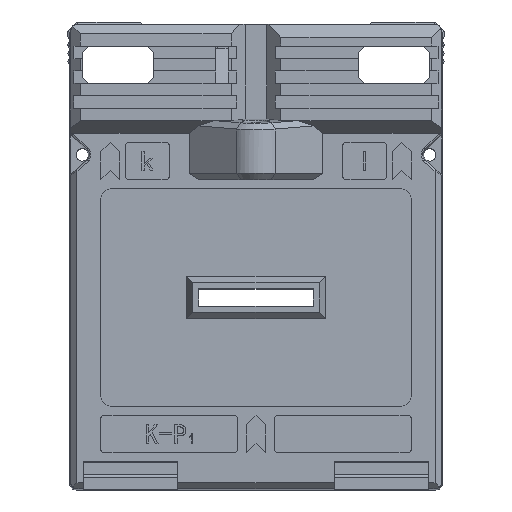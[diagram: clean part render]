
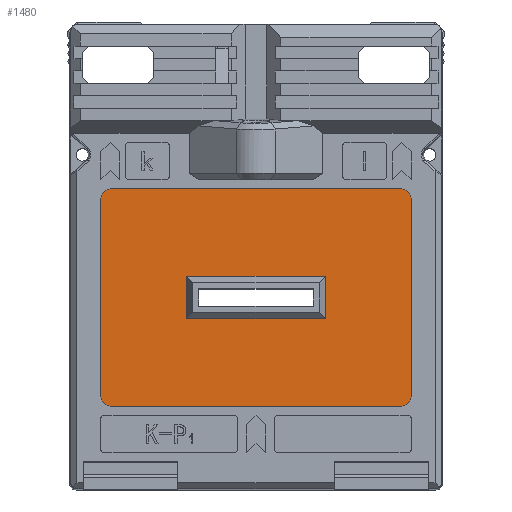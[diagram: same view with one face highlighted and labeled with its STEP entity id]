
A CAD part, top view. The second image highlights one B-rep face of the part: STEP entity #1480.
In plain terms, the highlighted planar face has unit normal (0, 0, 1).
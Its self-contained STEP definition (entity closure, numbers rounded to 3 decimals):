
#398=FACE_BOUND('',#4786,.T.);
#399=FACE_BOUND('',#4787,.T.);
#606=CIRCLE('',#23688,1.5);
#607=CIRCLE('',#23689,1.5);
#608=CIRCLE('',#23690,1.5);
#609=CIRCLE('',#23691,1.5);
#1480=ADVANCED_FACE('',(#398,#399),#2554,.T.);
#2554=PLANE('',#23692);
#4786=EDGE_LOOP('',(#9155,#9156,#9157,#9158,#9159,#9160,#9161,#9162));
#4787=EDGE_LOOP('',(#9163,#9164,#9165,#9166));
#9155=ORIENTED_EDGE('',*,*,#15798,.T.);
#9156=ORIENTED_EDGE('',*,*,#15799,.T.);
#9157=ORIENTED_EDGE('',*,*,#15800,.T.);
#9158=ORIENTED_EDGE('',*,*,#15801,.T.);
#9159=ORIENTED_EDGE('',*,*,#15802,.T.);
#9160=ORIENTED_EDGE('',*,*,#15803,.T.);
#9161=ORIENTED_EDGE('',*,*,#15804,.T.);
#9162=ORIENTED_EDGE('',*,*,#15805,.T.);
#9163=ORIENTED_EDGE('',*,*,#15806,.F.);
#9164=ORIENTED_EDGE('',*,*,#15807,.F.);
#9165=ORIENTED_EDGE('',*,*,#15808,.F.);
#9166=ORIENTED_EDGE('',*,*,#15809,.F.);
#13005=VERTEX_POINT('',#34097);
#13006=VERTEX_POINT('',#34098);
#13007=VERTEX_POINT('',#34100);
#13008=VERTEX_POINT('',#34102);
#13009=VERTEX_POINT('',#34104);
#13010=VERTEX_POINT('',#34106);
#13011=VERTEX_POINT('',#34108);
#13012=VERTEX_POINT('',#34110);
#13013=VERTEX_POINT('',#34113);
#13014=VERTEX_POINT('',#34114);
#13015=VERTEX_POINT('',#34116);
#13016=VERTEX_POINT('',#34118);
#15798=EDGE_CURVE('',#13005,#13006,#606,.T.);
#15799=EDGE_CURVE('',#13006,#13007,#18840,.T.);
#15800=EDGE_CURVE('',#13007,#13008,#607,.T.);
#15801=EDGE_CURVE('',#13008,#13009,#18841,.T.);
#15802=EDGE_CURVE('',#13009,#13010,#608,.T.);
#15803=EDGE_CURVE('',#13010,#13011,#18842,.T.);
#15804=EDGE_CURVE('',#13011,#13012,#609,.T.);
#15805=EDGE_CURVE('',#13012,#13005,#18843,.T.);
#15806=EDGE_CURVE('',#13013,#13014,#18844,.T.);
#15807=EDGE_CURVE('',#13015,#13013,#18845,.T.);
#15808=EDGE_CURVE('',#13016,#13015,#18846,.T.);
#15809=EDGE_CURVE('',#13014,#13016,#18847,.T.);
#18840=LINE('',#34099,#21702);
#18841=LINE('',#34103,#21703);
#18842=LINE('',#34107,#21704);
#18843=LINE('',#34111,#21705);
#18844=LINE('',#34112,#21706);
#18845=LINE('',#34115,#21707);
#18846=LINE('',#34117,#21708);
#18847=LINE('',#34119,#21709);
#21702=VECTOR('',#27801,1.);
#21703=VECTOR('',#27804,1.);
#21704=VECTOR('',#27807,1.);
#21705=VECTOR('',#27810,1.);
#21706=VECTOR('',#27811,1.);
#21707=VECTOR('',#27812,1.);
#21708=VECTOR('',#27813,1.);
#21709=VECTOR('',#27814,1.);
#23688=AXIS2_PLACEMENT_3D('',#34096,#27799,#27800);
#23689=AXIS2_PLACEMENT_3D('',#34101,#27802,#27803);
#23690=AXIS2_PLACEMENT_3D('',#34105,#27805,#27806);
#23691=AXIS2_PLACEMENT_3D('',#34109,#27808,#27809);
#23692=AXIS2_PLACEMENT_3D('',#34120,#27815,#27816);
#27799=DIRECTION('',(0.,0.,1.));
#27800=DIRECTION('',(-1.,0.,0.));
#27801=DIRECTION('',(0.,-1.,0.));
#27802=DIRECTION('',(0.,0.,1.));
#27803=DIRECTION('',(-1.,0.,0.));
#27804=DIRECTION('',(1.,0.,0.));
#27805=DIRECTION('',(0.,0.,1.));
#27806=DIRECTION('',(-1.,0.,0.));
#27807=DIRECTION('',(0.,1.,0.));
#27808=DIRECTION('',(0.,0.,1.));
#27809=DIRECTION('',(-1.,0.,0.));
#27810=DIRECTION('',(-1.,0.,0.));
#27811=DIRECTION('',(-1.,0.,0.));
#27812=DIRECTION('',(0.,1.,0.));
#27813=DIRECTION('',(1.,0.,0.));
#27814=DIRECTION('',(0.,-1.,0.));
#27815=DIRECTION('',(0.,0.,1.));
#27816=DIRECTION('',(-1.,0.,0.));
#34096=CARTESIAN_POINT('',(-293.891,-11.415,19.8));
#34097=CARTESIAN_POINT('',(-293.891,-9.915,19.8));
#34098=CARTESIAN_POINT('',(-295.391,-11.415,19.8));
#34099=CARTESIAN_POINT('',(-295.391,-43.415,19.8));
#34100=CARTESIAN_POINT('',(-295.391,-43.415,19.8));
#34101=CARTESIAN_POINT('',(-293.891,-43.415,19.8));
#34102=CARTESIAN_POINT('',(-293.891,-44.915,19.8));
#34103=CARTESIAN_POINT('',(-246.891,-44.915,19.8));
#34104=CARTESIAN_POINT('',(-246.891,-44.915,19.8));
#34105=CARTESIAN_POINT('',(-246.891,-43.415,19.8));
#34106=CARTESIAN_POINT('',(-245.391,-43.415,19.8));
#34107=CARTESIAN_POINT('',(-245.391,-11.415,19.8));
#34108=CARTESIAN_POINT('',(-245.391,-11.415,19.8));
#34109=CARTESIAN_POINT('',(-246.891,-11.415,19.8));
#34110=CARTESIAN_POINT('',(-246.891,-9.915,19.8));
#34111=CARTESIAN_POINT('',(-293.891,-9.915,19.8));
#34112=CARTESIAN_POINT('',(-261.191,-24.015,19.8));
#34113=CARTESIAN_POINT('',(-259.191,-24.015,19.8));
#34114=CARTESIAN_POINT('',(-281.591,-24.015,19.8));
#34115=CARTESIAN_POINT('',(-259.191,-28.815,19.8));
#34116=CARTESIAN_POINT('',(-259.191,-30.815,19.8));
#34117=CARTESIAN_POINT('',(-279.591,-30.815,19.8));
#34118=CARTESIAN_POINT('',(-281.591,-30.815,19.8));
#34119=CARTESIAN_POINT('',(-281.591,-26.015,19.8));
#34120=CARTESIAN_POINT('',(-293.891,-11.415,19.8));
